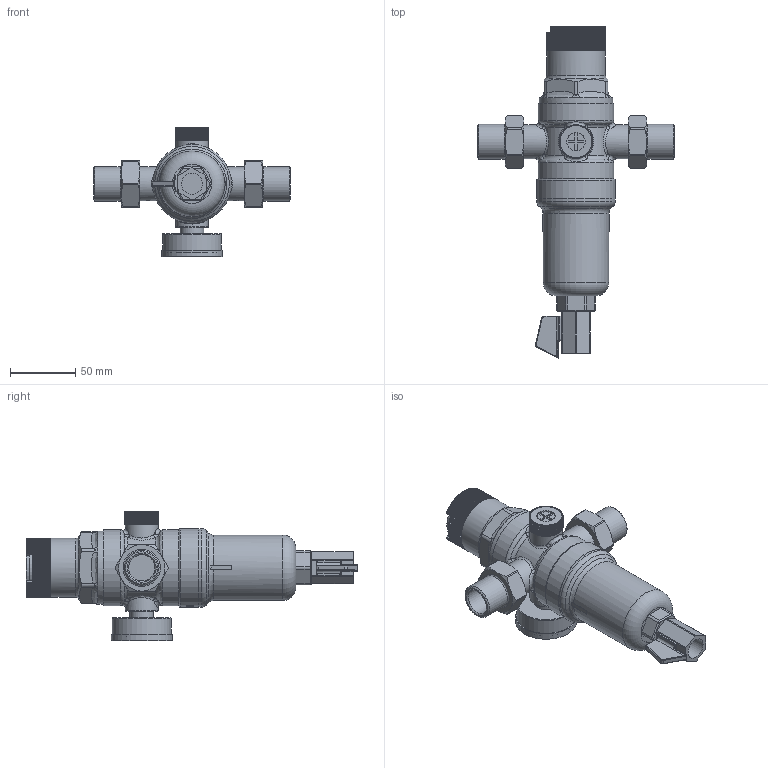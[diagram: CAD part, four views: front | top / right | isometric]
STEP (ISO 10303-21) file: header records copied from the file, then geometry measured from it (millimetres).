
FILE_DESCRIPTION(/* description */ (''),/* implementation_level */ '2;1');
FILE_NAME(/* name */ 'DN20_3D_STEP.stp',/* time_stamp */ '2024-12-01T12:39:28+03:00',/* author */ ('igorr'),/* organization */ (''),/* preprocessor_version */ 'ST-DEVELOPER v20',/* originating_system */ 'Autodesk Inventor 2025',/* authorisation */ '');
FILE_SCHEMA (('AUTOMOTIVE_DESIGN { 1 0 10303 214 3 1 1 }'));
Length unit declared in the file: millimetre
Products named in the file (1): Деталь
Bounding box: 150.5 x 253.63 x 99 mm (x, y, z)
Volume: 539053.9 mm3; surface area: 76846.2 mm2
Topology: 1 solids, 1 shells, 2202 faces, 5372 edges, 3245 vertices
Faces by surface type: plane 1826, bspline 200, cylinder 112, torus 33, cone 30, sphere 1
Full cylindrical faces by diameter (mm): 4 x2, 10 x1, 12 x1, 13 x1, 14 x1, 16 x1, 18 x1, 20 x2, 20.485 x1, 25 x2, 26 x2, 26.44 x2, 33.327 x1, 40 x1, 45 x3, 46.4 x1, 50 x1, 56 x1, 58 x2, 60 x2
Entity records: 69629 total; most frequent: CARTESIAN_POINT 16926, ORIENTED_EDGE 10742, DIRECTION 9866, EDGE_CURVE 5371, LINE 3928, VECTOR 3928, VERTEX_POINT 3245, AXIS2_PLACEMENT_3D 2969
